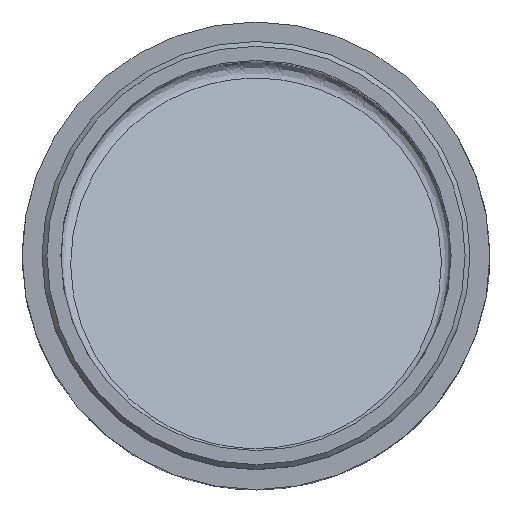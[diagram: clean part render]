
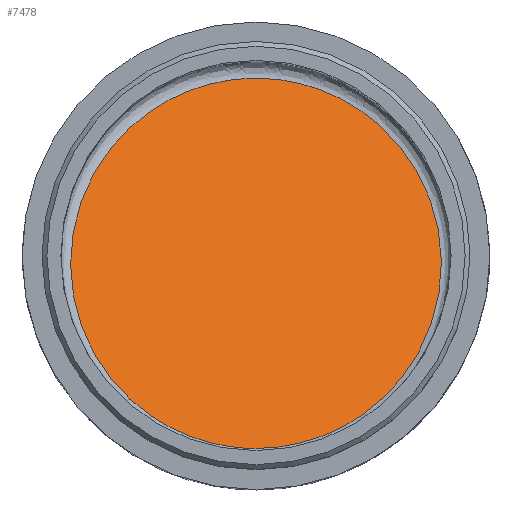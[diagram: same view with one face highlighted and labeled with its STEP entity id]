
A CAD part, top view. The second image highlights one B-rep face of the part: STEP entity #7478.
In plain terms, the highlighted planar face has unit normal (0, 0.707, 0.707).
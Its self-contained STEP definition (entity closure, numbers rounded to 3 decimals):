
#437 = PLANE ( 'NONE',  #3923 ) ;
#489 = CARTESIAN_POINT ( 'NONE',  ( 0., -19.857, -20.857 ) ) ;
#1355 = CARTESIAN_POINT ( 'NONE',  ( 0., 2.121, -42.836 ) ) ;
#2388 = CARTESIAN_POINT ( 'NONE',  ( 0., 18.443, -59.157 ) ) ;
#3476 = FACE_OUTER_BOUND ( 'NONE', #5535, .T. ) ;
#3903 = EDGE_CURVE ( 'NONE', #5432, #5432, #4206, .T. ) ;
#3923 = AXIS2_PLACEMENT_3D ( 'NONE', #1355, #9761, #4165 ) ;
#4165 = DIRECTION ( 'NONE',  ( 0., 0.707, -0.707 ) ) ;
#4206 =( BOUNDED_CURVE ( )  B_SPLINE_CURVE ( 3, ( #489, #8745, #11801, #2388, #9884, #7107, #9060 ),
 .UNSPECIFIED., .T., .T. ) 
 B_SPLINE_CURVE_WITH_KNOTS ( ( 4, 3, 4 ),
 ( 0., 3.142, 6.283 ),
 .UNSPECIFIED. ) 
 CURVE ( )  GEOMETRIC_REPRESENTATION_ITEM ( )  RATIONAL_B_SPLINE_CURVE ( ( 1., 0.333, 0.333, 1., 0.333, 0.333, 1. ) ) 
 REPRESENTATION_ITEM ( '' )  );
#5432 = VERTEX_POINT ( 'NONE', #9137 ) ;
#5535 = EDGE_LOOP ( 'NONE', ( #8271 ) ) ;
#7107 = CARTESIAN_POINT ( 'NONE',  ( -38.3, -19.857, -20.857 ) ) ;
#7478 = ADVANCED_FACE ( 'NONE', ( #3476 ), #437, .F. ) ;
#8271 = ORIENTED_EDGE ( 'NONE', *, *, #3903, .T. ) ;
#8745 = CARTESIAN_POINT ( 'NONE',  ( 38.3, -19.857, -20.857 ) ) ;
#9060 = CARTESIAN_POINT ( 'NONE',  ( 0., -19.857, -20.857 ) ) ;
#9137 = CARTESIAN_POINT ( 'NONE',  ( 0., -19.857, -20.857 ) ) ;
#9761 = DIRECTION ( 'NONE',  ( 0., -0.707, -0.707 ) ) ;
#9884 = CARTESIAN_POINT ( 'NONE',  ( -38.3, 18.443, -59.157 ) ) ;
#11801 = CARTESIAN_POINT ( 'NONE',  ( 38.3, 18.443, -59.157 ) ) ;
